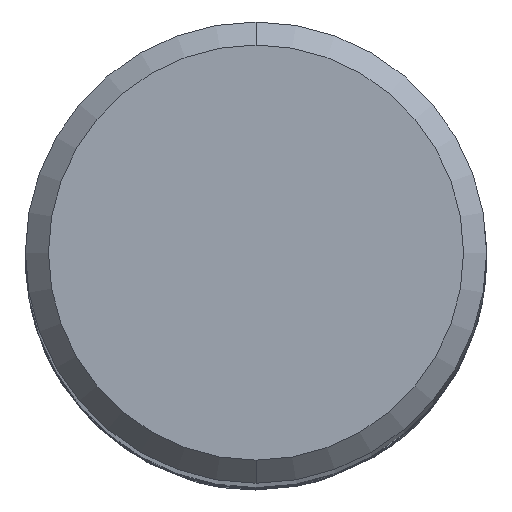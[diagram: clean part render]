
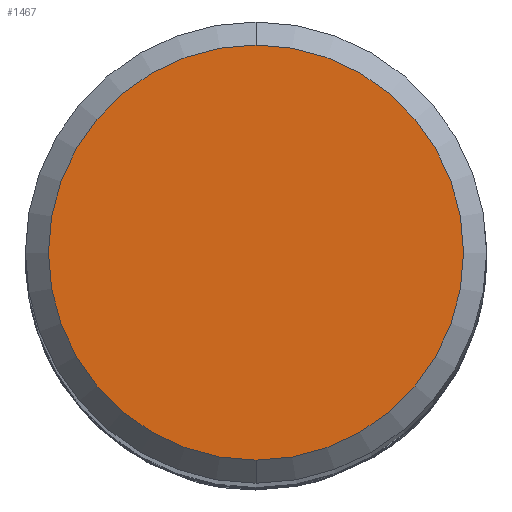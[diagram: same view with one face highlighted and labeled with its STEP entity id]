
A CAD part, top view. The second image highlights one B-rep face of the part: STEP entity #1467.
In plain terms, the highlighted planar face has unit normal (0, 0, 1).
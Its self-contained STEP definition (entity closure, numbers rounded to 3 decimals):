
#1467=ADVANCED_FACE('',(#4002),#4003,.T.);
#2291=EDGE_CURVE('',#3509,#3377,#4901,.T.);
#3377=VERTEX_POINT('',#6083);
#3451=EDGE_CURVE('',#3377,#3509,#6164,.T.);
#3509=VERTEX_POINT('',#6226);
#4002=FACE_OUTER_BOUND('',#8187,.T.);
#4003=PLANE('',#8188);
#4901=CIRCLE('',#17183,3.6);
#6083=CARTESIAN_POINT('',(0.,-3.6,0.0));
#6164=CIRCLE('',#27736,3.6);
#6226=CARTESIAN_POINT('',(0.0,3.6,0.0));
#8187=EDGE_LOOP('',(#31520,#31521));
#8188=AXIS2_PLACEMENT_3D('',#31522,#31523,#31524);
#17183=AXIS2_PLACEMENT_3D('',#32486,#32487,#32488);
#27736=AXIS2_PLACEMENT_3D('',#33837,#33838,#33839);
#31520=ORIENTED_EDGE('',*,*,#2291,.F.);
#31521=ORIENTED_EDGE('',*,*,#3451,.F.);
#31522=CARTESIAN_POINT('',(0.0,1.8,0.0));
#31523=DIRECTION('',(-0.0,0.0,1.0));
#31524=DIRECTION('',(0.0,-1.0,0.0));
#32486=CARTESIAN_POINT('',(0.0,0.0,0.0));
#32487=DIRECTION('',(0.0,0.0,-1.0));
#32488=DIRECTION('',(0.0,1.0,0.0));
#33837=CARTESIAN_POINT('',(0.0,0.0,0.0));
#33838=DIRECTION('',(0.0,0.0,-1.0));
#33839=DIRECTION('',(0.0,1.0,0.0));
